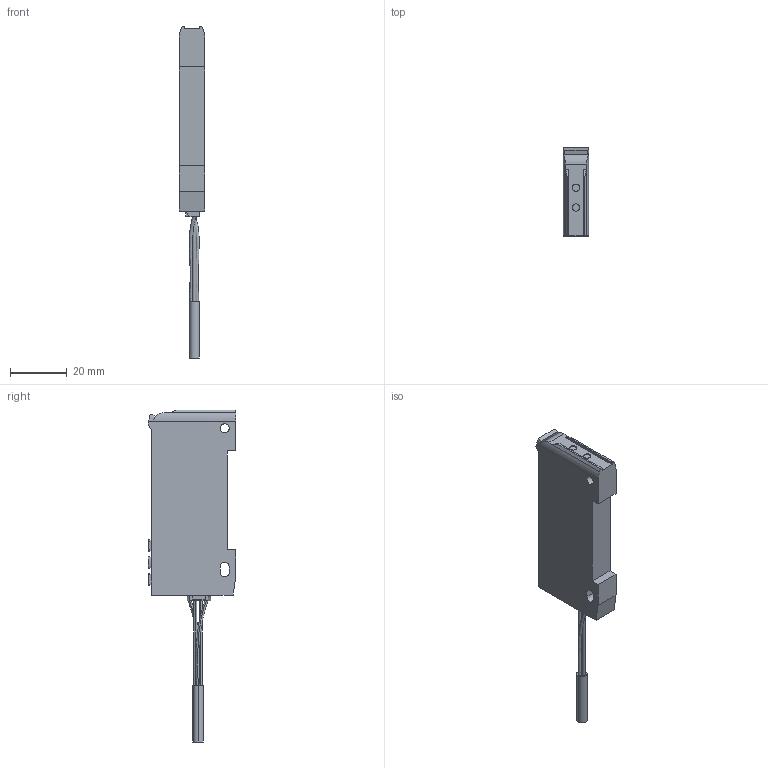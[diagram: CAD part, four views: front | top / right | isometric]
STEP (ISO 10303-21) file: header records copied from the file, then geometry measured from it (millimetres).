
FILE_DESCRIPTION (( 'STEP AP203' ), '1' );
FILE_NAME ('fx-101.STEP', '2008-08-04T01:08:54', ( ' ' ), ( ' ' ), 'SwSTEP 2.0', 'SolidWorks 2007', '' );
FILE_SCHEMA (( 'CONFIG_CONTROL_DESIGN' ));
Length unit declared in the file: millimetre
Products named in the file (3): fx-101_蹬怮椔; fx-101; fx-101_connector_蹬怮椔
Assembly tree (2 placements, depth 2):
  fx-101
    fx-101_connector_蹬怮椔
    fx-101_蹬怮椔
Bounding box: 9 x 31.1 x 117.5 mm (x, y, z)
Volume: 16532.8 mm3; surface area: 6897.5 mm2
Topology: 2 solids, 2 shells, 153 faces, 397 edges, 262 vertices
Faces by surface type: plane 106, cylinder 43, bspline 4
Entity records: 5458 total; most frequent: CARTESIAN_POINT 1357, ORIENTED_EDGE 794, DIRECTION 769, EDGE_CURVE 397, LINE 293, VECTOR 293, VERTEX_POINT 262, AXIS2_PLACEMENT_3D 238
